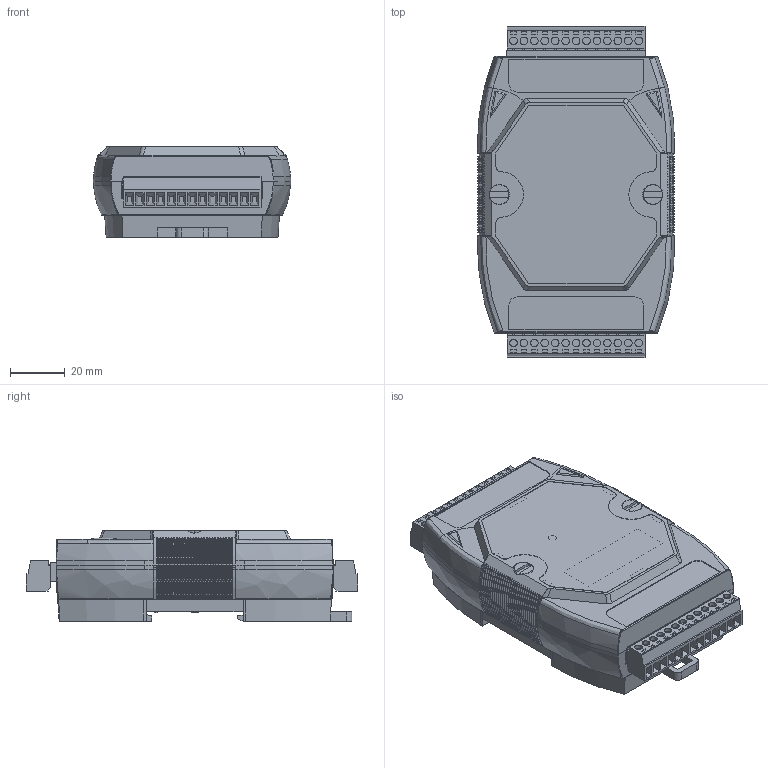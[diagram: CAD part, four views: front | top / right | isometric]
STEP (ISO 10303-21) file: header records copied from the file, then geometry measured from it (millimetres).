
FILE_DESCRIPTION (( 'STEP AP203' ), '1' );
FILE_NAME ('M-7017Z.STEP', '2017-07-11T09:41:21', ( 'user' ), ( '' ), 'SwSTEP 2.0', 'SolidWorks 2013', '' );
FILE_SCHEMA (( 'CONFIG_CONTROL_DESIGN' ));
Length unit declared in the file: millimetre
Products named in the file (10): 7K_PCB; ME303-38113; MC420-38113; 13pin; 貼紙; 4SIPP-756-BG; M-7017Z; 4SIPP-756-AG; 4SAPP-005-A; 7000-PCGai.sldasm-Part-1
Assembly tree (11 placements, depth 3):
  M-7017Z
    4SIPP-756-BG
    4SIPP-756-AG
    4SAPP-005-A
    7000-PCGai.sldasm-Part-1  x2
    7K_PCB
    13pin  x2
      ME303-38113
      MC420-38113
    貼紙
Bounding box: 72.04 x 121.09 x 33.1 mm (x, y, z)
Volume: 62801.3 mm3; surface area: 87832.9 mm2
Topology: 11 solids, 11 shells, 4375 faces, 11622 edges, 7509 vertices
Faces by surface type: plane 3030, cylinder 481, bspline 344, cone 260, torus 238, sphere 22
Entity records: 112484 total; most frequent: CARTESIAN_POINT 37771, ORIENTED_EDGE 16998, DIRECTION 13142, EDGE_CURVE 8499, VERTEX_POINT 5531, VECTOR 4418, LINE 4418, AXIS2_PLACEMENT_3D 4362
